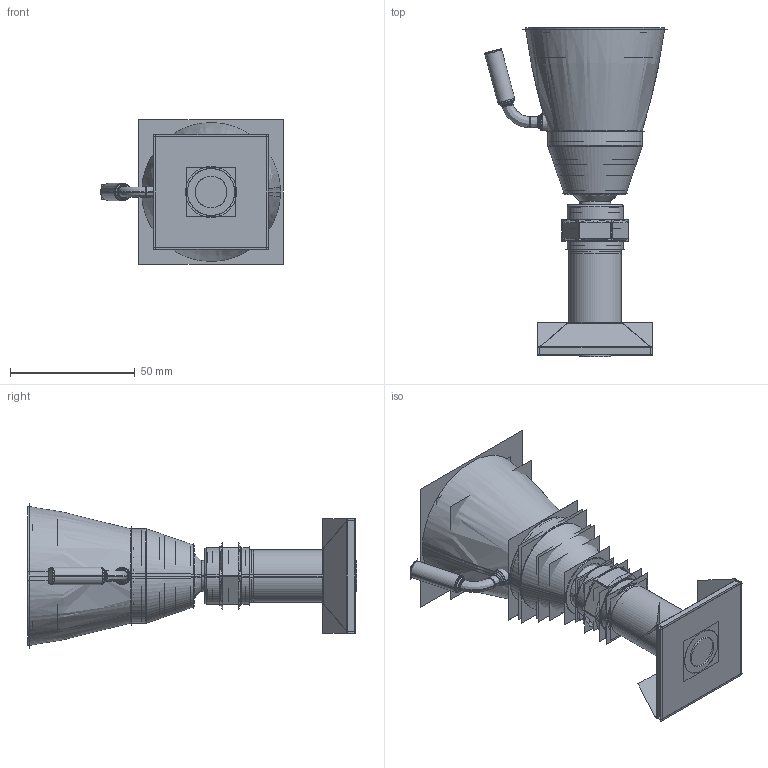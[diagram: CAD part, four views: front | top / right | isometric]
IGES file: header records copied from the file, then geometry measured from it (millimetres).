
Start section:  PTC IGES file: 0838X-PY-XX.igs
Global section: file name: 0838X-PY-XX.igs; native system: Creo Elements/Pro by Parametric Technology Corporation; preprocessor: 2015070; author: leo; organization: Unknown; date: 20200428.190559; units: inch
Bounding box: 73.3 x 132.12 x 57.98 mm (x, y, z)
Volume: 139102.1 mm3; surface area: 285776.4 mm2
Topology: 8 solids, 8 shells, 798 faces, 4036 edges, 5132 vertices
Faces by surface type: revolution 472, bspline 326
